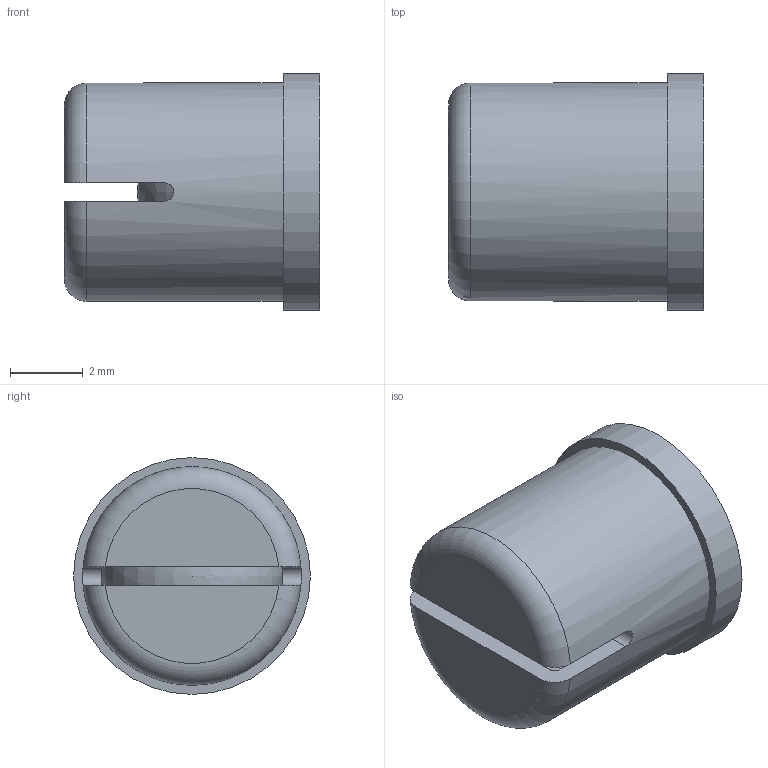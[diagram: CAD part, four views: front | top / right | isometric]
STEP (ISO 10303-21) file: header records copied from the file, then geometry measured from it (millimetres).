
FILE_DESCRIPTION( ( 'STEP AP214' ), '1' );
FILE_NAME( 'K1171.2060.stp', '2020-12-03T11:57:15', ( '' ), ( '' ), ' ', 'PARTsolutions', ' ' );
FILE_SCHEMA( ( 'AUTOMOTIVE_DESIGN { 1 0 10303 214 1 1 1 1 }' ) );
Length unit declared in the file: millimetre
Products named in the file (1): _K1171.2060
Bounding box: 7 x 6.5 x 6.5 mm (x, y, z)
Volume: 137.7 mm3; surface area: 360.3 mm2
Topology: 1 solids, 1 shells, 20 faces, 55 edges, 37 vertices
Faces by surface type: plane 8, cylinder 6, torus 4, sphere 2
Full cylindrical faces by diameter (mm): 4.98 x2, 6 x1, 6.5 x1
Entity records: 784 total; most frequent: CARTESIAN_POINT 171, DIRECTION 86, ORIENTED_EDGE 84, EDGE_CURVE 42, AXIS2_PLACEMENT_3D 35, VERTEX_POINT 32, EDGE_LOOP 26, FACE_OUTER_BOUND 24
